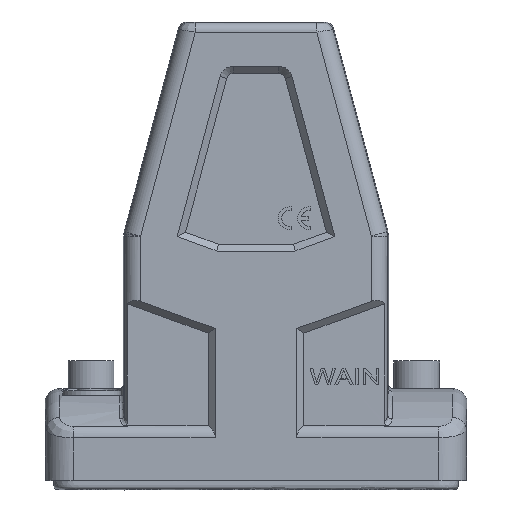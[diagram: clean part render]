
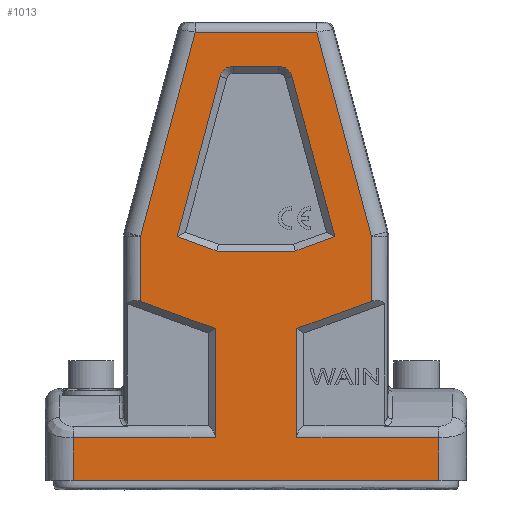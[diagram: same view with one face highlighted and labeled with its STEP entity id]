
A CAD part, top view. The second image highlights one B-rep face of the part: STEP entity #1013.
In plain terms, the highlighted planar face has unit normal (0, 0, 1).
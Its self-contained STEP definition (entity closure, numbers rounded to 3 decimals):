
#185=FACE_BOUND('',#1990,.T.);
#186=FACE_BOUND('',#1991,.T.);
#416=PLANE('',#7893);
#616=CIRCLE('',#7883,3.);
#617=CIRCLE('',#7886,3.);
#1013=ADVANCED_FACE('',(#185,#186),#416,.T.);
#1990=EDGE_LOOP('',(#4212,#4213,#4214,#4215,#4216,#4217,#4218,#4219));
#1991=EDGE_LOOP('',(#4220,#4221,#4222,#4223,#4224,#4225,#4226,#4227,#4228,
#4229,#4230,#4231,#4232,#4233));
#2212=B_SPLINE_CURVE_WITH_KNOTS('',3,(#12591,#12592,#12593,#12594),
 .UNSPECIFIED.,.F.,.F.,(4,4),(0.,1.),.UNSPECIFIED.);
#2216=B_SPLINE_CURVE_WITH_KNOTS('',3,(#12678,#12679,#12680,#12681),
 .UNSPECIFIED.,.F.,.F.,(4,4),(0.,1.),.UNSPECIFIED.);
#2323=B_SPLINE_CURVE_WITH_KNOTS('',3,(#14636,#14637,#14638,#14639),
 .UNSPECIFIED.,.F.,.F.,(4,4),(0.,1.),.UNSPECIFIED.);
#2329=B_SPLINE_CURVE_WITH_KNOTS('',3,(#14759,#14760,#14761,#14762),
 .UNSPECIFIED.,.F.,.F.,(4,4),(0.,1.),.UNSPECIFIED.);
#2332=B_SPLINE_CURVE_WITH_KNOTS('',3,(#14778,#14779,#14780,#14781),
 .UNSPECIFIED.,.F.,.F.,(4,4),(0.,1.),.UNSPECIFIED.);
#2336=B_SPLINE_CURVE_WITH_KNOTS('',3,(#14800,#14801,#14802,#14803),
 .UNSPECIFIED.,.F.,.F.,(4,4),(0.,1.),.UNSPECIFIED.);
#2337=B_SPLINE_CURVE_WITH_KNOTS('',3,(#14827,#14828,#14829,#14830),
 .UNSPECIFIED.,.F.,.F.,(4,4),(0.,1.),.UNSPECIFIED.);
#4212=ORIENTED_EDGE('',*,*,#6132,.T.);
#4213=ORIENTED_EDGE('',*,*,#6129,.T.);
#4214=ORIENTED_EDGE('',*,*,#6124,.T.);
#4215=ORIENTED_EDGE('',*,*,#6123,.F.);
#4216=ORIENTED_EDGE('',*,*,#6119,.T.);
#4217=ORIENTED_EDGE('',*,*,#6117,.F.);
#4218=ORIENTED_EDGE('',*,*,#6114,.T.);
#4219=ORIENTED_EDGE('',*,*,#6134,.F.);
#4220=ORIENTED_EDGE('',*,*,#5816,.F.);
#4221=ORIENTED_EDGE('',*,*,#5811,.T.);
#4222=ORIENTED_EDGE('',*,*,#5805,.F.);
#4223=ORIENTED_EDGE('',*,*,#5786,.T.);
#4224=ORIENTED_EDGE('',*,*,#5783,.T.);
#4225=ORIENTED_EDGE('',*,*,#5781,.T.);
#4226=ORIENTED_EDGE('',*,*,#5774,.T.);
#4227=ORIENTED_EDGE('',*,*,#5769,.T.);
#4228=ORIENTED_EDGE('',*,*,#6135,.F.);
#4229=ORIENTED_EDGE('',*,*,#6136,.T.);
#4230=ORIENTED_EDGE('',*,*,#6063,.T.);
#4231=ORIENTED_EDGE('',*,*,#6068,.T.);
#4232=ORIENTED_EDGE('',*,*,#6069,.F.);
#4233=ORIENTED_EDGE('',*,*,#6074,.T.);
#4846=VERTEX_POINT('',#12225);
#4848=VERTEX_POINT('',#12230);
#4885=VERTEX_POINT('',#12588);
#4886=VERTEX_POINT('',#12590);
#4890=VERTEX_POINT('',#12682);
#4894=VERTEX_POINT('',#12710);
#4895=VERTEX_POINT('',#12714);
#4907=VERTEX_POINT('',#12792);
#4909=VERTEX_POINT('',#12853);
#5058=VERTEX_POINT('',#14635);
#5059=VERTEX_POINT('',#14640);
#5062=VERTEX_POINT('',#14651);
#5063=VERTEX_POINT('',#14655);
#5090=VERTEX_POINT('',#14751);
#5092=VERTEX_POINT('',#14758);
#5094=VERTEX_POINT('',#14769);
#5096=VERTEX_POINT('',#14782);
#5097=VERTEX_POINT('',#14792);
#5099=VERTEX_POINT('',#14804);
#5102=VERTEX_POINT('',#14811);
#5104=VERTEX_POINT('',#14820);
#5105=VERTEX_POINT('',#14826);
#5769=EDGE_CURVE('',#4885,#4886,#2212,.T.);
#5774=EDGE_CURVE('',#4890,#4885,#2216,.T.);
#5781=EDGE_CURVE('',#4894,#4890,#6578,.T.);
#5783=EDGE_CURVE('',#4895,#4894,#6580,.T.);
#5786=EDGE_CURVE('',#4848,#4895,#6581,.T.);
#5805=EDGE_CURVE('',#4848,#4907,#6587,.T.);
#5811=EDGE_CURVE('',#4909,#4907,#6589,.T.);
#5816=EDGE_CURVE('',#4909,#4846,#6590,.T.);
#6063=EDGE_CURVE('',#5059,#5058,#2323,.T.);
#6068=EDGE_CURVE('',#5058,#5062,#6698,.T.);
#6069=EDGE_CURVE('',#5063,#5062,#6699,.T.);
#6074=EDGE_CURVE('',#5063,#4846,#6702,.T.);
#6114=EDGE_CURVE('',#5090,#5092,#2329,.T.);
#6117=EDGE_CURVE('',#5090,#5094,#616,.T.);
#6119=EDGE_CURVE('',#5096,#5094,#2332,.T.);
#6123=EDGE_CURVE('',#5096,#5097,#617,.T.);
#6124=EDGE_CURVE('',#5099,#5097,#2336,.T.);
#6129=EDGE_CURVE('',#5102,#5099,#6734,.T.);
#6132=EDGE_CURVE('',#5104,#5102,#6737,.T.);
#6134=EDGE_CURVE('',#5104,#5092,#6739,.T.);
#6135=EDGE_CURVE('',#5105,#4886,#6740,.T.);
#6136=EDGE_CURVE('',#5105,#5059,#2337,.T.);
#6578=LINE('',#12709,#7137);
#6580=LINE('',#12713,#7139);
#6581=LINE('',#12721,#7140);
#6587=LINE('',#12791,#7146);
#6589=LINE('',#12856,#7148);
#6590=LINE('',#12916,#7149);
#6698=LINE('',#14652,#7257);
#6699=LINE('',#14654,#7258);
#6702=LINE('',#14670,#7261);
#6734=LINE('',#14813,#7293);
#6737=LINE('',#14819,#7296);
#6739=LINE('',#14823,#7298);
#6740=LINE('',#14825,#7299);
#7137=VECTOR('',#8947,1.);
#7139=VECTOR('',#8951,1.);
#7140=VECTOR('',#8956,1.);
#7146=VECTOR('',#8984,1.);
#7148=VECTOR('',#8988,1.);
#7149=VECTOR('',#8991,1.);
#7257=VECTOR('',#9405,1.);
#7258=VECTOR('',#9408,1.);
#7261=VECTOR('',#9417,1.);
#7293=VECTOR('',#9515,1.);
#7296=VECTOR('',#9522,1.);
#7298=VECTOR('',#9526,1.);
#7299=VECTOR('',#9529,1.);
#7883=AXIS2_PLACEMENT_3D('',#14771,#9499,#9500);
#7886=AXIS2_PLACEMENT_3D('',#14798,#9505,#9506);
#7893=AXIS2_PLACEMENT_3D('',#14831,#9530,#9531);
#8947=DIRECTION('',(0.,-1.,0.));
#8951=DIRECTION('',(0.94,-0.342,0.));
#8956=DIRECTION('',(0.,-1.,0.));
#8984=DIRECTION('',(0.259,0.966,0.));
#8988=DIRECTION('',(-1.,0.,0.));
#8991=DIRECTION('',(0.259,-0.966,0.));
#9405=DIRECTION('',(0.,1.,0.));
#9408=DIRECTION('',(-0.94,-0.342,0.));
#9417=DIRECTION('',(0.,1.,0.));
#9499=DIRECTION('',(0.,0.,1.));
#9500=DIRECTION('',(0.966,0.259,0.));
#9505=DIRECTION('',(0.,0.,1.));
#9506=DIRECTION('',(0.,1.,0.));
#9515=DIRECTION('',(-0.94,0.342,0.));
#9522=DIRECTION('',(-1.,0.,0.));
#9526=DIRECTION('',(0.94,0.342,0.));
#9529=DIRECTION('',(-1.,0.,0.));
#9530=DIRECTION('',(0.,0.,1.));
#9531=DIRECTION('',(1.,0.,0.));
#12225=CARTESIAN_POINT('',(25.182,53.278,28.5));
#12230=CARTESIAN_POINT('',(-25.182,53.26,28.5));
#12588=CARTESIAN_POINT('',(-39.803,9.285,28.5));
#12590=CARTESIAN_POINT('',(-39.803,0.,28.5));
#12591=CARTESIAN_POINT('',(-39.803,9.285,28.5));
#12592=CARTESIAN_POINT('',(-39.803,6.19,28.5));
#12593=CARTESIAN_POINT('',(-39.803,3.095,28.5));
#12594=CARTESIAN_POINT('',(-39.803,0.,28.5));
#12678=CARTESIAN_POINT('',(-8.914,9.285,28.5));
#12679=CARTESIAN_POINT('',(-19.211,9.285,28.5));
#12680=CARTESIAN_POINT('',(-29.507,9.285,28.5));
#12681=CARTESIAN_POINT('',(-39.803,9.285,28.5));
#12682=CARTESIAN_POINT('',(-8.914,9.285,28.5));
#12709=CARTESIAN_POINT('',(-8.914,33.13,28.5));
#12710=CARTESIAN_POINT('',(-8.914,33.13,28.5));
#12713=CARTESIAN_POINT('',(-25.182,39.051,28.5));
#12714=CARTESIAN_POINT('',(-25.182,39.051,28.5));
#12721=CARTESIAN_POINT('',(-25.182,53.26,28.5));
#12791=CARTESIAN_POINT('',(-25.182,53.26,28.5));
#12792=CARTESIAN_POINT('',(-13.256,97.769,28.5));
#12853=CARTESIAN_POINT('',(13.261,97.769,28.5));
#12856=CARTESIAN_POINT('',(13.261,97.769,28.5));
#12916=CARTESIAN_POINT('',(13.261,97.769,28.5));
#14635=CARTESIAN_POINT('',(8.914,9.285,28.5));
#14636=CARTESIAN_POINT('',(39.803,9.285,28.5));
#14637=CARTESIAN_POINT('',(29.507,9.285,28.5));
#14638=CARTESIAN_POINT('',(19.211,9.285,28.5));
#14639=CARTESIAN_POINT('',(8.914,9.285,28.5));
#14640=CARTESIAN_POINT('',(39.803,9.285,28.5));
#14651=CARTESIAN_POINT('',(8.914,33.13,28.5));
#14652=CARTESIAN_POINT('',(8.914,9.285,28.5));
#14654=CARTESIAN_POINT('',(25.182,39.051,28.5));
#14655=CARTESIAN_POINT('',(25.182,39.051,28.5));
#14670=CARTESIAN_POINT('',(25.182,39.051,28.5));
#14751=CARTESIAN_POINT('',(7.837,88.059,28.5));
#14758=CARTESIAN_POINT('',(17.186,53.168,28.5));
#14759=CARTESIAN_POINT('',(7.837,88.059,28.5));
#14760=CARTESIAN_POINT('',(10.954,76.428,28.5));
#14761=CARTESIAN_POINT('',(14.07,64.798,28.5));
#14762=CARTESIAN_POINT('',(17.186,53.168,28.5));
#14769=CARTESIAN_POINT('',(4.94,90.282,28.5));
#14771=CARTESIAN_POINT('',(4.94,87.282,28.5));
#14778=CARTESIAN_POINT('',(-4.94,90.282,28.5));
#14779=CARTESIAN_POINT('',(-1.647,90.282,28.5));
#14780=CARTESIAN_POINT('',(1.647,90.282,28.5));
#14781=CARTESIAN_POINT('',(4.94,90.282,28.5));
#14782=CARTESIAN_POINT('',(-4.94,90.282,28.5));
#14792=CARTESIAN_POINT('',(-7.837,88.059,28.5));
#14798=CARTESIAN_POINT('',(-4.94,87.282,28.5));
#14800=CARTESIAN_POINT('',(-17.186,53.168,28.5));
#14801=CARTESIAN_POINT('',(-14.07,64.798,28.5));
#14802=CARTESIAN_POINT('',(-10.954,76.428,28.5));
#14803=CARTESIAN_POINT('',(-7.837,88.059,28.5));
#14804=CARTESIAN_POINT('',(-17.186,53.168,28.5));
#14811=CARTESIAN_POINT('',(-8.483,50.,28.5));
#14813=CARTESIAN_POINT('',(-8.483,50.,28.5));
#14819=CARTESIAN_POINT('',(8.483,50.,28.5));
#14820=CARTESIAN_POINT('',(8.483,50.,28.5));
#14823=CARTESIAN_POINT('',(8.483,50.,28.5));
#14825=CARTESIAN_POINT('',(39.803,0.,28.5));
#14826=CARTESIAN_POINT('',(39.803,0.,28.5));
#14827=CARTESIAN_POINT('',(39.803,0.,28.5));
#14828=CARTESIAN_POINT('',(39.803,3.095,28.5));
#14829=CARTESIAN_POINT('',(39.803,6.19,28.5));
#14830=CARTESIAN_POINT('',(39.803,9.285,28.5));
#14831=CARTESIAN_POINT('',(0.,0.,28.5));
